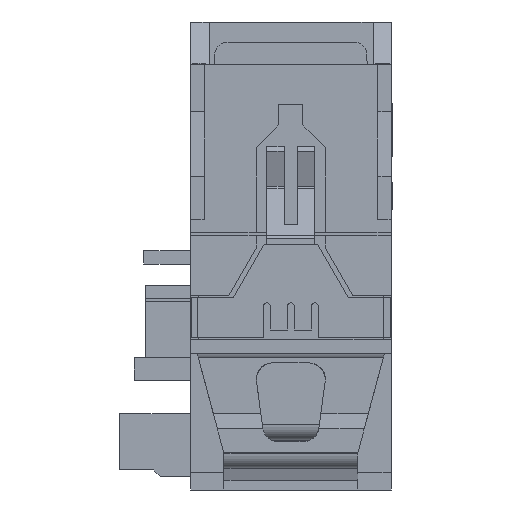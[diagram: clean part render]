
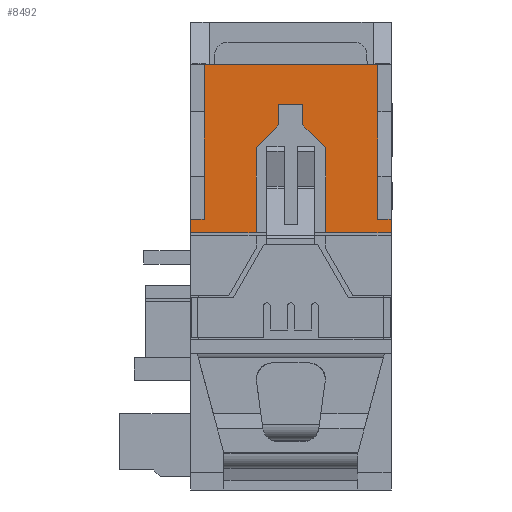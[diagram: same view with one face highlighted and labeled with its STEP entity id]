
A CAD part, front view. The second image highlights one B-rep face of the part: STEP entity #8492.
In plain terms, the highlighted planar face has unit normal (0, -1, 0).
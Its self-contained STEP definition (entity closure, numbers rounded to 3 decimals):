
#8492=ADVANCED_FACE('',(#14376),#11399,.T.);
#11399=PLANE('',#65902);
#14376=FACE_OUTER_BOUND('',#17859,.T.);
#17859=EDGE_LOOP('',(#31159,#31160,#31161,#31162,#31163,#31164,#31165,#31166,
#31167,#31168,#31169,#31170,#31171,#31172,#31173,#31174));
#31159=ORIENTED_EDGE('',*,*,#47043,.F.);
#31160=ORIENTED_EDGE('',*,*,#47044,.F.);
#31161=ORIENTED_EDGE('',*,*,#47045,.F.);
#31162=ORIENTED_EDGE('',*,*,#47046,.F.);
#31163=ORIENTED_EDGE('',*,*,#47047,.F.);
#31164=ORIENTED_EDGE('',*,*,#47048,.F.);
#31165=ORIENTED_EDGE('',*,*,#47049,.F.);
#31166=ORIENTED_EDGE('',*,*,#47050,.T.);
#31167=ORIENTED_EDGE('',*,*,#47051,.F.);
#31168=ORIENTED_EDGE('',*,*,#47052,.F.);
#31169=ORIENTED_EDGE('',*,*,#47053,.T.);
#31170=ORIENTED_EDGE('',*,*,#46695,.F.);
#31171=ORIENTED_EDGE('',*,*,#47042,.F.);
#31172=ORIENTED_EDGE('',*,*,#47054,.T.);
#31173=ORIENTED_EDGE('',*,*,#47055,.T.);
#31174=ORIENTED_EDGE('',*,*,#47056,.T.);
#39185=VERTEX_POINT('',#106301);
#39186=VERTEX_POINT('',#106303);
#39531=VERTEX_POINT('',#108114);
#39532=VERTEX_POINT('',#108118);
#39533=VERTEX_POINT('',#108119);
#39534=VERTEX_POINT('',#108121);
#39535=VERTEX_POINT('',#108123);
#39536=VERTEX_POINT('',#108125);
#39537=VERTEX_POINT('',#108127);
#39538=VERTEX_POINT('',#108129);
#39539=VERTEX_POINT('',#108131);
#39540=VERTEX_POINT('',#108133);
#39541=VERTEX_POINT('',#108135);
#39542=VERTEX_POINT('',#108137);
#39543=VERTEX_POINT('',#108140);
#39544=VERTEX_POINT('',#108142);
#46695=EDGE_CURVE('',#39185,#39186,#54178,.T.);
#47042=EDGE_CURVE('',#39531,#39185,#54455,.T.);
#47043=EDGE_CURVE('',#39532,#39533,#54456,.T.);
#47044=EDGE_CURVE('',#39534,#39532,#54457,.T.);
#47045=EDGE_CURVE('',#39535,#39534,#54458,.T.);
#47046=EDGE_CURVE('',#39536,#39535,#54459,.T.);
#47047=EDGE_CURVE('',#39537,#39536,#54460,.T.);
#47048=EDGE_CURVE('',#39538,#39537,#54461,.T.);
#47049=EDGE_CURVE('',#39539,#39538,#54462,.T.);
#47050=EDGE_CURVE('',#39539,#39540,#54463,.T.);
#47051=EDGE_CURVE('',#39541,#39540,#54464,.T.);
#47052=EDGE_CURVE('',#39542,#39541,#54465,.T.);
#47053=EDGE_CURVE('',#39542,#39186,#54466,.T.);
#47054=EDGE_CURVE('',#39531,#39543,#54467,.T.);
#47055=EDGE_CURVE('',#39543,#39544,#54468,.T.);
#47056=EDGE_CURVE('',#39544,#39533,#54469,.T.);
#54178=LINE('',#106302,#61563);
#54455=LINE('',#108115,#61840);
#54456=LINE('',#108117,#61841);
#54457=LINE('',#108120,#61842);
#54458=LINE('',#108122,#61843);
#54459=LINE('',#108124,#61844);
#54460=LINE('',#108126,#61845);
#54461=LINE('',#108128,#61846);
#54462=LINE('',#108130,#61847);
#54463=LINE('',#108132,#61848);
#54464=LINE('',#108134,#61849);
#54465=LINE('',#108136,#61850);
#54466=LINE('',#108138,#61851);
#54467=LINE('',#108139,#61852);
#54468=LINE('',#108141,#61853);
#54469=LINE('',#108143,#61854);
#61563=VECTOR('',#77275,1.);
#61840=VECTOR('',#77636,1.);
#61841=VECTOR('',#77639,1.);
#61842=VECTOR('',#77640,1.);
#61843=VECTOR('',#77641,1.);
#61844=VECTOR('',#77642,1.);
#61845=VECTOR('',#77643,1.);
#61846=VECTOR('',#77644,1.);
#61847=VECTOR('',#77645,1.);
#61848=VECTOR('',#77646,1.);
#61849=VECTOR('',#77647,1.);
#61850=VECTOR('',#77648,1.);
#61851=VECTOR('',#77649,1.);
#61852=VECTOR('',#77650,1.);
#61853=VECTOR('',#77651,1.);
#61854=VECTOR('',#77652,1.);
#65902=AXIS2_PLACEMENT_3D('',#108144,#77653,#77654);
#77275=DIRECTION('',(1.,0.,0.));
#77636=DIRECTION('',(0.,0.,1.));
#77639=DIRECTION('',(0.,0.,-1.));
#77640=DIRECTION('',(-0.707,0.,-0.707));
#77641=DIRECTION('',(0.,0.,-1.));
#77642=DIRECTION('',(-1.,0.,0.));
#77643=DIRECTION('',(0.,0.,1.));
#77644=DIRECTION('',(-0.707,0.,0.707));
#77645=DIRECTION('',(0.,0.,1.));
#77646=DIRECTION('',(1.,0.,0.));
#77647=DIRECTION('',(0.,0.,-1.));
#77648=DIRECTION('',(1.,0.,0.));
#77649=DIRECTION('',(0.,0.,1.));
#77650=DIRECTION('',(-1.,0.,0.));
#77651=DIRECTION('',(0.,0.,-1.));
#77652=DIRECTION('',(1.,0.,0.));
#77653=DIRECTION('',(0.,-1.,0.));
#77654=DIRECTION('',(1.,0.,0.));
#106301=CARTESIAN_POINT('',(-20.883,-98.,24.8));
#106302=CARTESIAN_POINT('',(-21.9,-98.,24.8));
#106303=CARTESIAN_POINT('',(-7.917,-98.,24.8));
#108114=CARTESIAN_POINT('',(-20.883,-98.,13.25));
#108115=CARTESIAN_POINT('',(-20.883,-98.,13.25));
#108117=CARTESIAN_POINT('',(-17.,-98.,18.6));
#108118=CARTESIAN_POINT('',(-17.,-98.,18.6));
#108119=CARTESIAN_POINT('',(-17.,-98.,12.25));
#108120=CARTESIAN_POINT('',(-15.3,-98.,20.3));
#108121=CARTESIAN_POINT('',(-15.3,-98.,20.3));
#108122=CARTESIAN_POINT('',(-15.3,-98.,21.8));
#108123=CARTESIAN_POINT('',(-15.3,-98.,21.8));
#108124=CARTESIAN_POINT('',(-13.5,-98.,21.8));
#108125=CARTESIAN_POINT('',(-13.5,-98.,21.8));
#108126=CARTESIAN_POINT('',(-13.5,-98.,20.3));
#108127=CARTESIAN_POINT('',(-13.5,-98.,20.3));
#108128=CARTESIAN_POINT('',(-11.8,-98.,18.6));
#108129=CARTESIAN_POINT('',(-11.8,-98.,18.6));
#108130=CARTESIAN_POINT('',(-11.8,-98.,12.05));
#108131=CARTESIAN_POINT('',(-11.8,-98.,12.25));
#108132=CARTESIAN_POINT('',(-21.9,-98.,12.25));
#108133=CARTESIAN_POINT('',(-6.9,-98.,12.25));
#108134=CARTESIAN_POINT('',(-6.9,-98.,24.8));
#108135=CARTESIAN_POINT('',(-6.9,-98.,13.25));
#108136=CARTESIAN_POINT('',(-7.917,-98.,13.25));
#108137=CARTESIAN_POINT('',(-7.917,-98.,13.25));
#108138=CARTESIAN_POINT('',(-7.917,-98.,13.25));
#108139=CARTESIAN_POINT('',(-20.883,-98.,13.25));
#108140=CARTESIAN_POINT('',(-21.9,-98.,13.25));
#108141=CARTESIAN_POINT('',(-21.9,-98.,24.8));
#108142=CARTESIAN_POINT('',(-21.9,-98.,12.25));
#108143=CARTESIAN_POINT('',(-21.9,-98.,12.25));
#108144=CARTESIAN_POINT('',(-21.9,-98.,24.8));
